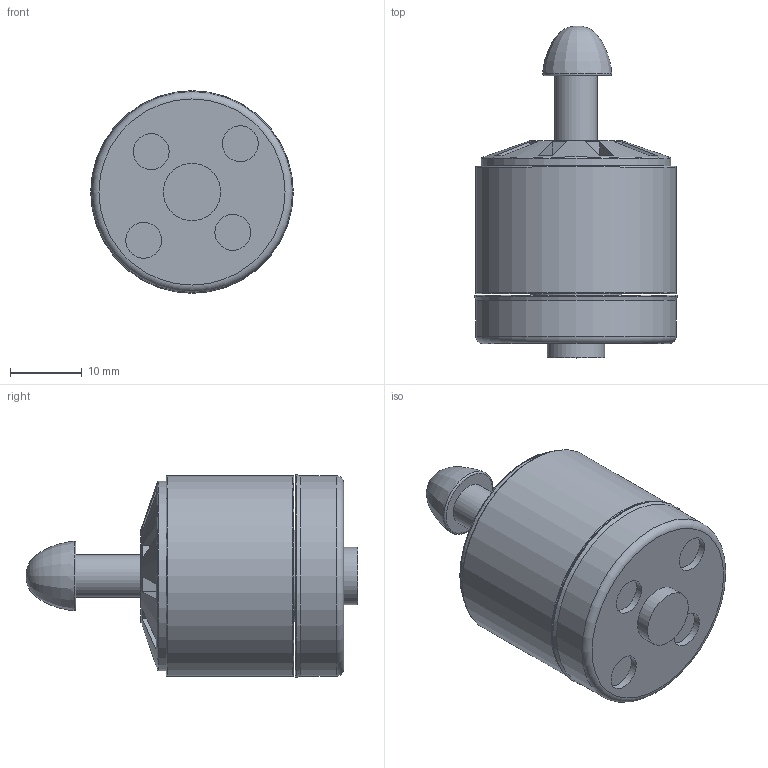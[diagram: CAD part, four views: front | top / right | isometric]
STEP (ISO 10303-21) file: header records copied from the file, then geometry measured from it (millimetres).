
FILE_DESCRIPTION(/* description */ (''),/* implementation_level */ '2;1');
FILE_NAME(/* name */ 'Motor_emax M2216.step',/* time_stamp */ '2022-12-12T16:07:14+05:30',/* author */ (''),/* organization */ (''),/* preprocessor_version */ 'ST-DEVELOPER v19',/* originating_system */ 'Autodesk Translation Framework v11.7.0.108',/* authorisation */ '');
FILE_SCHEMA (('AUTOMOTIVE_DESIGN { 1 0 10303 214 3 1 1 }'));
Length unit declared in the file: millimetre
Products named in the file (1): Motor_emax M2216
Bounding box: 28.21 x 46.21 x 28.21 mm (x, y, z)
Volume: 16360.5 mm3; surface area: 5660.3 mm2
Topology: 1 solids, 1 shells, 75 faces, 163 edges, 108 vertices
Faces by surface type: plane 56, cylinder 10, torus 5, bspline 2, cone 2
Full cylindrical faces by diameter (mm): 5 x4, 6 x1, 8 x1, 12.869 x1, 26.348 x1, 27.9 x2
Entity records: 2263 total; most frequent: CARTESIAN_POINT 651, ORIENTED_EDGE 324, DIRECTION 308, EDGE_CURVE 162, AXIS2_PLACEMENT_3D 112, VERTEX_POINT 108, EDGE_LOOP 94, LINE 84
